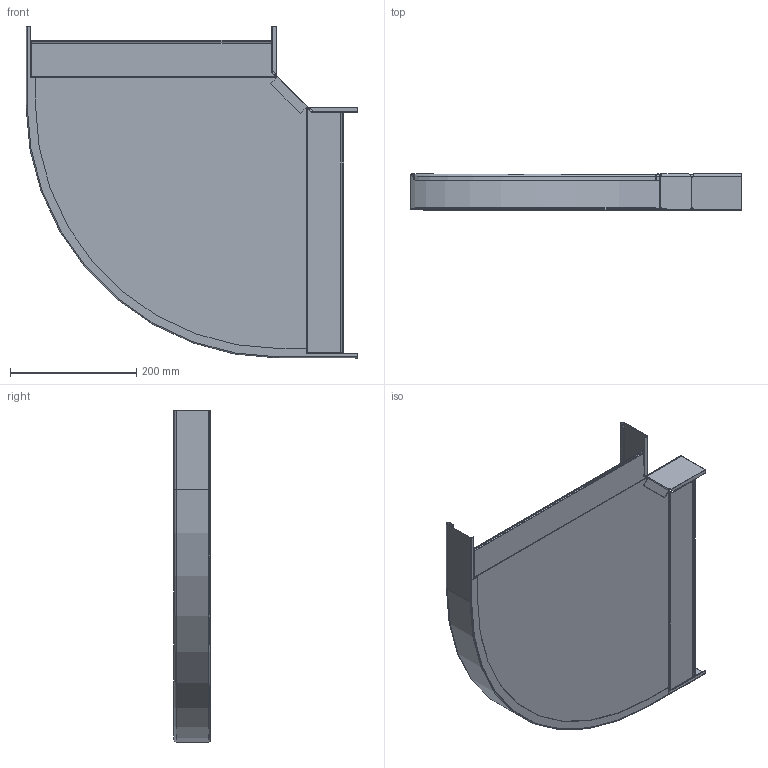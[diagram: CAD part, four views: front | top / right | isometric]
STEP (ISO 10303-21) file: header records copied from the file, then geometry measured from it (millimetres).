
FILE_DESCRIPTION (( 'STEP AP214' ), '1' );
FILE_NAME ('6043266.STEP', '2025-02-10T15:42:54', ( '' ), ( '' ), 'SwSTEP 2.0', 'SolidWorks 2024', '' );
FILE_SCHEMA (( 'AUTOMOTIVE_DESIGN' ));
Length unit declared in the file: millimetre
Products named in the file (4): 6043266; 167733_400; 167734_400; 167655_60x90°
Assembly tree (3 placements, depth 2):
  6043266
    167734_400
    167733_400
    167655_60x90°
Bounding box: 525 x 57 x 525 mm (x, y, z)
Volume: 316482.7 mm3; surface area: 594280.2 mm2
Topology: 3 solids, 3 shells, 166 faces, 420 edges, 260 vertices
Faces by surface type: plane 112, cylinder 38, bspline 12, torus 4
Entity records: 5379 total; most frequent: CARTESIAN_POINT 1402, ORIENTED_EDGE 840, DIRECTION 746, EDGE_CURVE 420, LINE 282, VECTOR 282, VERTEX_POINT 260, AXIS2_PLACEMENT_3D 232
